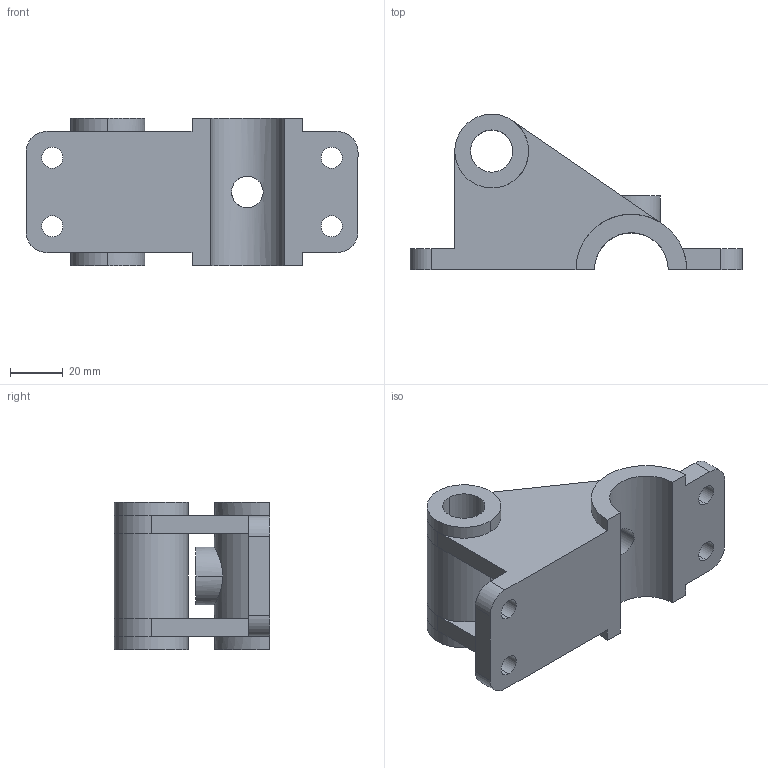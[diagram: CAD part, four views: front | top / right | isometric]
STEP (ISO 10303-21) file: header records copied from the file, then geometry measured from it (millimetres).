
FILE_DESCRIPTION(('STEP AP214'),'1');
FILE_NAME('S5.step','2021-04-07T07:36:23',('Mambo'),(' '),'Spatial InterOp 3D',' ',' ');
FILE_SCHEMA(('automotive_design'));
Length unit declared in the file: millimetre
Products named in the file (1): 1
Bounding box: 126 x 59 x 56 mm (x, y, z)
Volume: 100248.3 mm3; surface area: 33183.5 mm2
Topology: 1 solids, 1 shells, 45 faces, 132 edges, 88 vertices
Faces by surface type: cylinder 23, plane 21, bspline 1
Entity records: 2622 total; most frequent: CARTESIAN_POINT 1356, ORIENTED_EDGE 264, DIRECTION 261, EDGE_CURVE 132, AXIS2_PLACEMENT_3D 97, VERTEX_POINT 88, LINE 67, VECTOR 67
